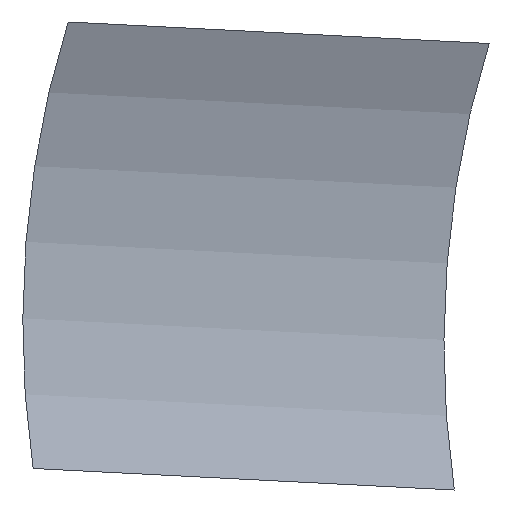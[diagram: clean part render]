
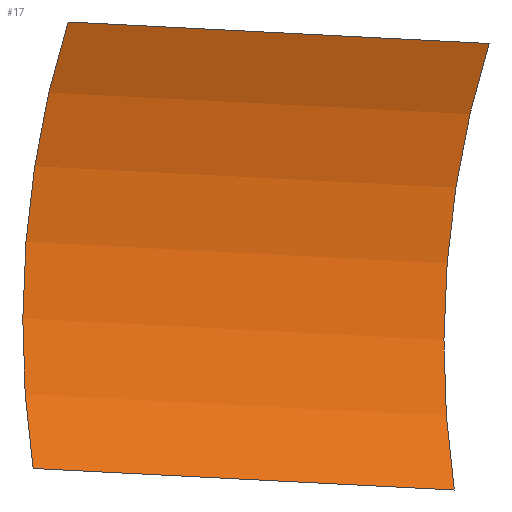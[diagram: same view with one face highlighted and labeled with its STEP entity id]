
A CAD part, top view. The second image highlights one B-rep face of the part: STEP entity #17.
In plain terms, the highlighted cylindrical face has radius 3.5 mm (diameter 7 mm), a partial arc.
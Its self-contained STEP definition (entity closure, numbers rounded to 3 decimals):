
#17 = ADVANCED_FACE('',(#18),#32,.F.);
#18 = FACE_BOUND('',#19,.F.);
#19 = EDGE_LOOP('',(#20,#65,#104,#142));
#20 = ORIENTED_EDGE('',*,*,#21,.T.);
#21 = EDGE_CURVE('',#22,#24,#26,.T.);
#22 = VERTEX_POINT('',#23);
#23 = CARTESIAN_POINT('',(-1.13,1.368,0.907)
  );
#24 = VERTEX_POINT('',#25);
#25 = CARTESIAN_POINT('',(1.334,1.245,-0.8)
  );
#26 = SURFACE_CURVE('',#27,(#31),.PCURVE_S1.);
#27 = LINE('',#28,#29);
#28 = CARTESIAN_POINT('',(-1.13,1.368,0.907)
  );
#29 = VECTOR('',#30,1.);
#30 = DIRECTION('',(0.822,-0.041,-0.569)
  );
#31 = PCURVE('',#32,#37);
#32 = CYLINDRICAL_SURFACE('',#33,3.5);
#33 = AXIS2_PLACEMENT_3D('',#34,#35,#36);
#34 = CARTESIAN_POINT('',(0.354,-0.179,3.689)
  );
#35 = DIRECTION('',(0.822,-0.041,-0.569)
  );
#36 = DIRECTION('',(-0.563,-0.216,-0.798));
#37 = DEFINITIONAL_REPRESENTATION('',(#38),#64);
#38 = B_SPLINE_CURVE_WITH_KNOTS('',3,(#39,#40,#41,#42,#43,#44,#45,#46,
    #47,#48,#49,#50,#51,#52,#53,#54,#55,#56,#57,#58,#59,#60,#61,#62,#63)
  ,.UNSPECIFIED.,.F.,.F.,(4,1,1,1,1,1,1,1,1,1,1,1,1,1,1,1,1,1,1,1,1,1,4)
  ,(-0.,0.136,0.273,0.409,0.545,
    0.682,0.818,0.955,1.091,
    1.227,1.364,1.5,1.636,
    1.773,1.909,2.045,2.182,
    2.318,2.455,2.591,2.727,
    2.864,3.),.QUASI_UNIFORM_KNOTS.);
#39 = CARTESIAN_POINT('',(0.68,0.3));
#40 = CARTESIAN_POINT('',(0.68,0.345));
#41 = CARTESIAN_POINT('',(0.68,0.436));
#42 = CARTESIAN_POINT('',(0.68,0.573));
#43 = CARTESIAN_POINT('',(0.68,0.709));
#44 = CARTESIAN_POINT('',(0.68,0.845));
#45 = CARTESIAN_POINT('',(0.68,0.982));
#46 = CARTESIAN_POINT('',(0.68,1.118));
#47 = CARTESIAN_POINT('',(0.68,1.255));
#48 = CARTESIAN_POINT('',(0.68,1.391));
#49 = CARTESIAN_POINT('',(0.68,1.527));
#50 = CARTESIAN_POINT('',(0.68,1.664));
#51 = CARTESIAN_POINT('',(0.68,1.8));
#52 = CARTESIAN_POINT('',(0.68,1.936));
#53 = CARTESIAN_POINT('',(0.68,2.073));
#54 = CARTESIAN_POINT('',(0.68,2.209));
#55 = CARTESIAN_POINT('',(0.68,2.345));
#56 = CARTESIAN_POINT('',(0.68,2.482));
#57 = CARTESIAN_POINT('',(0.68,2.618));
#58 = CARTESIAN_POINT('',(0.68,2.755));
#59 = CARTESIAN_POINT('',(0.68,2.891));
#60 = CARTESIAN_POINT('',(0.68,3.027));
#61 = CARTESIAN_POINT('',(0.68,3.164));
#62 = CARTESIAN_POINT('',(0.68,3.255));
#63 = CARTESIAN_POINT('',(0.68,3.3));
#64 = ( GEOMETRIC_REPRESENTATION_CONTEXT(2) 
PARAMETRIC_REPRESENTATION_CONTEXT() REPRESENTATION_CONTEXT('2D SPACE',''
  ) );
#65 = ORIENTED_EDGE('',*,*,#66,.T.);
#66 = EDGE_CURVE('',#24,#67,#69,.T.);
#67 = VERTEX_POINT('',#68);
#68 = CARTESIAN_POINT('',(1.13,-1.368,-0.907
    ));
#69 = SURFACE_CURVE('',#70,(#75),.PCURVE_S1.);
#70 = CIRCLE('',#71,3.5);
#71 = AXIS2_PLACEMENT_3D('',#72,#73,#74);
#72 = CARTESIAN_POINT('',(3.065,-0.314,1.813)
  );
#73 = DIRECTION('',(-0.822,0.041,0.569));
#74 = DIRECTION('',(-0.495,0.445,-0.746));
#75 = PCURVE('',#32,#76);
#76 = DEFINITIONAL_REPRESENTATION('',(#77),#103);
#77 = B_SPLINE_CURVE_WITH_KNOTS('',3,(#78,#79,#80,#81,#82,#83,#84,#85,
    #86,#87,#88,#89,#90,#91,#92,#93,#94,#95,#96,#97,#98,#99,#100,#101,
    #102),.UNSPECIFIED.,.F.,.F.,(4,1,1,1,1,1,1,1,1,1,1,1,1,1,1,1,1,1,1,1
    ,1,1,4),(0.,0.035,0.07,0.105,
    0.14,0.175,0.209,0.244,
    0.279,0.314,0.349,0.384,
    0.419,0.454,0.489,0.524,
    0.559,0.594,0.628,0.663,
    0.698,0.733,0.768),.QUASI_UNIFORM_KNOTS.);
#78 = CARTESIAN_POINT('',(0.68,3.3));
#79 = CARTESIAN_POINT('',(0.668,3.3));
#80 = CARTESIAN_POINT('',(0.645,3.3));
#81 = CARTESIAN_POINT('',(0.61,3.3));
#82 = CARTESIAN_POINT('',(0.575,3.3));
#83 = CARTESIAN_POINT('',(0.54,3.3));
#84 = CARTESIAN_POINT('',(0.505,3.3));
#85 = CARTESIAN_POINT('',(0.47,3.3));
#86 = CARTESIAN_POINT('',(0.436,3.3));
#87 = CARTESIAN_POINT('',(0.401,3.3));
#88 = CARTESIAN_POINT('',(0.366,3.3));
#89 = CARTESIAN_POINT('',(0.331,3.3));
#90 = CARTESIAN_POINT('',(0.296,3.3));
#91 = CARTESIAN_POINT('',(0.261,3.3));
#92 = CARTESIAN_POINT('',(0.226,3.3));
#93 = CARTESIAN_POINT('',(0.191,3.3));
#94 = CARTESIAN_POINT('',(0.156,3.3));
#95 = CARTESIAN_POINT('',(0.121,3.3));
#96 = CARTESIAN_POINT('',(0.086,3.3));
#97 = CARTESIAN_POINT('',(0.052,3.3));
#98 = CARTESIAN_POINT('',(0.017,3.3));
#99 = CARTESIAN_POINT('',(-0.018,3.3));
#100 = CARTESIAN_POINT('',(-0.053,3.3));
#101 = CARTESIAN_POINT('',(-0.077,3.3));
#102 = CARTESIAN_POINT('',(-0.088,3.3));
#103 = ( GEOMETRIC_REPRESENTATION_CONTEXT(2) 
PARAMETRIC_REPRESENTATION_CONTEXT() REPRESENTATION_CONTEXT('2D SPACE',''
  ) );
#104 = ORIENTED_EDGE('',*,*,#105,.T.);
#105 = EDGE_CURVE('',#67,#106,#108,.T.);
#106 = VERTEX_POINT('',#107);
#107 = CARTESIAN_POINT('',(-1.334,-1.245,
    0.8));
#108 = SURFACE_CURVE('',#109,(#113),.PCURVE_S1.);
#109 = LINE('',#110,#111);
#110 = CARTESIAN_POINT('',(1.13,-1.368,
    -0.907));
#111 = VECTOR('',#112,1.);
#112 = DIRECTION('',(-0.822,0.041,0.569)
  );
#113 = PCURVE('',#32,#114);
#114 = DEFINITIONAL_REPRESENTATION('',(#115),#141);
#115 = B_SPLINE_CURVE_WITH_KNOTS('',3,(#116,#117,#118,#119,#120,#121,
    #122,#123,#124,#125,#126,#127,#128,#129,#130,#131,#132,#133,#134,
    #135,#136,#137,#138,#139,#140),.UNSPECIFIED.,.F.,.F.,(4,1,1,1,1,1,1,
    1,1,1,1,1,1,1,1,1,1,1,1,1,1,1,4),(0.,0.136,0.273,
    0.409,0.545,0.682,0.818,
    0.955,1.091,1.227,1.364,
    1.5,1.636,1.773,1.909,
    2.045,2.182,2.318,2.455,
    2.591,2.727,2.864,3.),
  .QUASI_UNIFORM_KNOTS.);
#116 = CARTESIAN_POINT('',(-0.088,3.3));
#117 = CARTESIAN_POINT('',(-0.088,3.255));
#118 = CARTESIAN_POINT('',(-0.088,3.164));
#119 = CARTESIAN_POINT('',(-0.088,3.027));
#120 = CARTESIAN_POINT('',(-0.088,2.891));
#121 = CARTESIAN_POINT('',(-0.088,2.755));
#122 = CARTESIAN_POINT('',(-0.088,2.618));
#123 = CARTESIAN_POINT('',(-0.088,2.482));
#124 = CARTESIAN_POINT('',(-0.088,2.345));
#125 = CARTESIAN_POINT('',(-0.088,2.209));
#126 = CARTESIAN_POINT('',(-0.088,2.073));
#127 = CARTESIAN_POINT('',(-0.088,1.936));
#128 = CARTESIAN_POINT('',(-0.088,1.8));
#129 = CARTESIAN_POINT('',(-0.088,1.664));
#130 = CARTESIAN_POINT('',(-0.088,1.527));
#131 = CARTESIAN_POINT('',(-0.088,1.391));
#132 = CARTESIAN_POINT('',(-0.088,1.255));
#133 = CARTESIAN_POINT('',(-0.088,1.118));
#134 = CARTESIAN_POINT('',(-0.088,0.982));
#135 = CARTESIAN_POINT('',(-0.088,0.845));
#136 = CARTESIAN_POINT('',(-0.088,0.709));
#137 = CARTESIAN_POINT('',(-0.088,0.573));
#138 = CARTESIAN_POINT('',(-0.088,0.436));
#139 = CARTESIAN_POINT('',(-0.088,0.345));
#140 = CARTESIAN_POINT('',(-0.088,0.3));
#141 = ( GEOMETRIC_REPRESENTATION_CONTEXT(2) 
PARAMETRIC_REPRESENTATION_CONTEXT() REPRESENTATION_CONTEXT('2D SPACE',''
  ) );
#142 = ORIENTED_EDGE('',*,*,#143,.T.);
#143 = EDGE_CURVE('',#106,#22,#144,.T.);
#144 = SURFACE_CURVE('',#145,(#150),.PCURVE_S1.);
#145 = CIRCLE('',#146,3.5);
#146 = AXIS2_PLACEMENT_3D('',#147,#148,#149);
#147 = CARTESIAN_POINT('',(0.601,-0.191,3.519
    ));
#148 = DIRECTION('',(0.822,-0.041,-0.569)
  );
#149 = DIRECTION('',(-0.553,-0.301,-0.777));
#150 = PCURVE('',#32,#151);
#151 = DEFINITIONAL_REPRESENTATION('',(#152),#178);
#152 = B_SPLINE_CURVE_WITH_KNOTS('',3,(#153,#154,#155,#156,#157,#158,
    #159,#160,#161,#162,#163,#164,#165,#166,#167,#168,#169,#170,#171,
    #172,#173,#174,#175,#176,#177),.UNSPECIFIED.,.F.,.F.,(4,1,1,1,1,1,1,
    1,1,1,1,1,1,1,1,1,1,1,1,1,1,1,4),(0.,0.035,
    0.07,0.105,0.14,0.175,
    0.209,0.244,0.279,0.314,
    0.349,0.384,0.419,0.454,
    0.489,0.524,0.559,0.594,
    0.628,0.663,0.698,0.733,
    0.768),.QUASI_UNIFORM_KNOTS.);
#153 = CARTESIAN_POINT('',(-0.088,0.3));
#154 = CARTESIAN_POINT('',(-0.077,0.3));
#155 = CARTESIAN_POINT('',(-0.053,0.3));
#156 = CARTESIAN_POINT('',(-0.018,0.3));
#157 = CARTESIAN_POINT('',(0.017,0.3));
#158 = CARTESIAN_POINT('',(0.052,0.3));
#159 = CARTESIAN_POINT('',(0.086,0.3));
#160 = CARTESIAN_POINT('',(0.121,0.3));
#161 = CARTESIAN_POINT('',(0.156,0.3));
#162 = CARTESIAN_POINT('',(0.191,0.3));
#163 = CARTESIAN_POINT('',(0.226,0.3));
#164 = CARTESIAN_POINT('',(0.261,0.3));
#165 = CARTESIAN_POINT('',(0.296,0.3));
#166 = CARTESIAN_POINT('',(0.331,0.3));
#167 = CARTESIAN_POINT('',(0.366,0.3));
#168 = CARTESIAN_POINT('',(0.401,0.3));
#169 = CARTESIAN_POINT('',(0.436,0.3));
#170 = CARTESIAN_POINT('',(0.47,0.3));
#171 = CARTESIAN_POINT('',(0.505,0.3));
#172 = CARTESIAN_POINT('',(0.54,0.3));
#173 = CARTESIAN_POINT('',(0.575,0.3));
#174 = CARTESIAN_POINT('',(0.61,0.3));
#175 = CARTESIAN_POINT('',(0.645,0.3));
#176 = CARTESIAN_POINT('',(0.668,0.3));
#177 = CARTESIAN_POINT('',(0.68,0.3));
#178 = ( GEOMETRIC_REPRESENTATION_CONTEXT(2) 
PARAMETRIC_REPRESENTATION_CONTEXT() REPRESENTATION_CONTEXT('2D SPACE',''
  ) );
